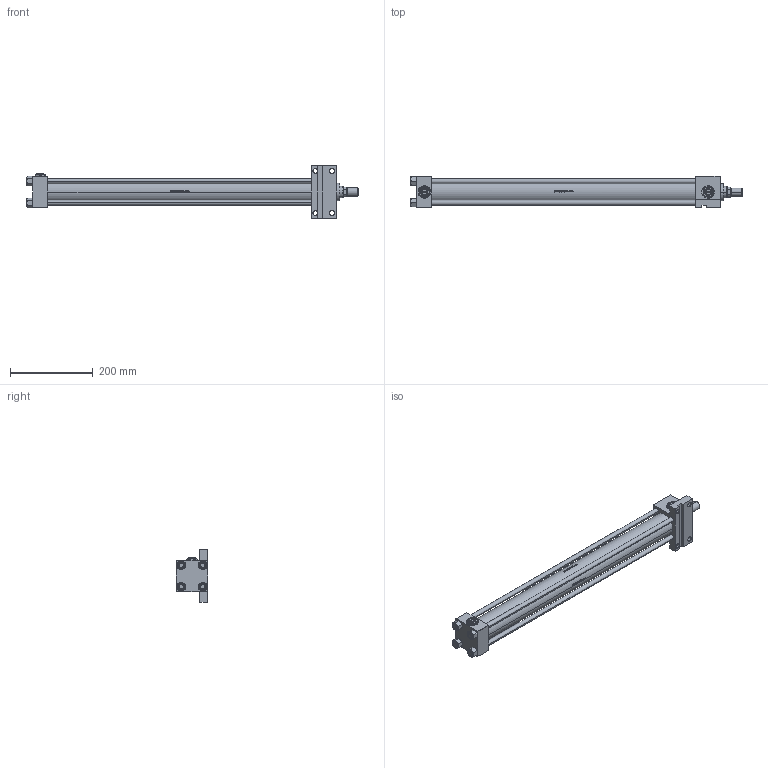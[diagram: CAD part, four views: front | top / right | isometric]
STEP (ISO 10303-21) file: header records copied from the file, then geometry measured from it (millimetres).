
FILE_DESCRIPTION (( 'STEP AP203' ), '1' );
FILE_NAME ('08ff.STEP', '2023-08-23T06:21:52', ( '' ), ( '' ), 'SwSTEP 2.0', 'SolidWorks 2019', '' );
FILE_SCHEMA (( 'CONFIG_CONTROL_DESIGN' ));
Length unit declared in the file: millimetre
Products named in the file (8): V215CR_VCP_F 23c0efc726a1d884af783dac7917839a; V215CR_F_Body 23c0efc726a1d884af783dac7917839a; NUT_M5_F 23c0efc726a1d884af783dac7917839a; Zatka_pro_OIL_PORT 23c0efc726a1d884af783dac7917839a; V215_VC_A 23c0efc726a1d884af783dac7917839a; V215CR_F_TYCINKA 23c0efc726a1d884af783dac7917839a; 08ff; ROD_END_AH 23c0efc726a1d884af783dac7917839a
Assembly tree (14 placements, depth 2):
  08ff
    V215CR_F_Body 23c0efc726a1d884af783dac7917839a
    V215CR_VCP_F 23c0efc726a1d884af783dac7917839a
    V215CR_F_TYCINKA 23c0efc726a1d884af783dac7917839a  x4
    NUT_M5_F 23c0efc726a1d884af783dac7917839a  x4
    V215_VC_A 23c0efc726a1d884af783dac7917839a
    ROD_END_AH 23c0efc726a1d884af783dac7917839a
    Zatka_pro_OIL_PORT 23c0efc726a1d884af783dac7917839a  x2
Bounding box: 803 x 75 x 127 mm (x, y, z)
Volume: 1630819.2 mm3; surface area: 498475.1 mm2
Topology: 14 solids, 14 shells, 1216 faces, 2982 edges, 1917 vertices
Faces by surface type: plane 488, bspline 380, cone 198, cylinder 140, torus 10
Entity records: 50080 total; most frequent: CARTESIAN_POINT 26600, ORIENTED_EDGE 5264, DIRECTION 3423, EDGE_CURVE 2632, VERTEX_POINT 1715, VECTOR 1333, LINE 1333, EDGE_LOOP 1199
